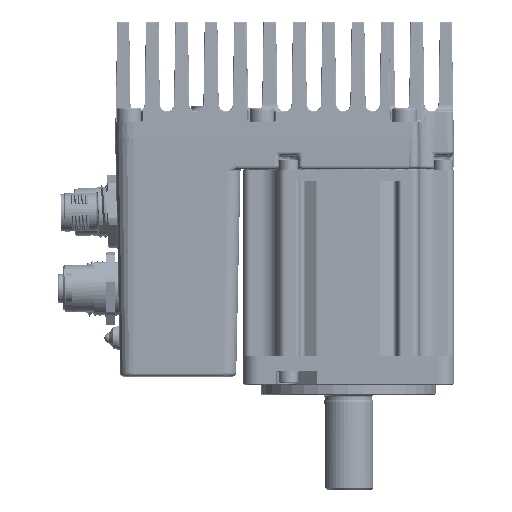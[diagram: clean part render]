
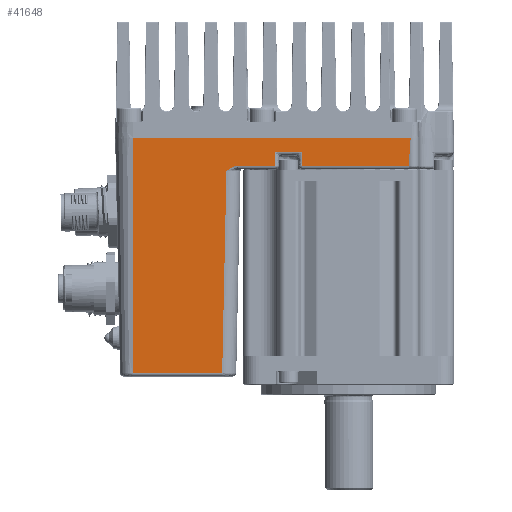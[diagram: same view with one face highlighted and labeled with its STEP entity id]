
A CAD part, left-side view. The second image highlights one B-rep face of the part: STEP entity #41648.
In plain terms, the highlighted planar face has unit normal (-1, 0, -0.021).
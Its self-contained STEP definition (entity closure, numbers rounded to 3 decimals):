
#9876 = EDGE_LOOP ( 'NONE', ( #175124, #160047, #66824, #301408, #283623, #356024, #178714, #193923, #235533, #109313, #202008, #235205 ) ) ;
#10569 = VERTEX_POINT ( 'NONE', #10590 ) ;
#10590 = CARTESIAN_POINT ( 'NONE',  ( -49.711, 14.91, 213.8 ) ) ;
#13583 = EDGE_CURVE ( 'NONE', #35610, #216627, #23943, .T. ) ;
#15701 = EDGE_CURVE ( 'NONE', #360693, #258443, #27670, .T. ) ;
#18979 = EDGE_CURVE ( 'NONE', #124842, #322449, #270841, .T. ) ;
#19613 = CARTESIAN_POINT ( 'NONE',  ( -49.525, -12.679, 204.925 ) ) ;
#19757 = CARTESIAN_POINT ( 'NONE',  ( -48.307, -64.495, 146.779 ) ) ;
#20507 = EDGE_CURVE ( 'NONE', #59784, #322449, #115396, .T. ) ;
#21005 = CARTESIAN_POINT ( 'NONE',  ( -49.627, -25.691, 209.779 ) ) ;
#23938 = LINE ( 'NONE', #75179, #239524 ) ;
#23943 = LINE ( 'NONE', #106819, #314421 ) ;
#25052 = LINE ( 'NONE', #182354, #156938 ) ;
#26174 = CARTESIAN_POINT ( 'NONE',  ( -49.543, -63.647, 205.8 ) ) ;
#27670 = B_SPLINE_CURVE_WITH_KNOTS ( 'NONE', 3,
 ( #271748, #243424, #326118, #103088, #300134, #131386, #328526, #159716, #356825, #187967, #19613, #216237, #47848, #244630, #76133, #272921, #104299, #301340, #132583, #329709, #160910, #358049 ),
 .UNSPECIFIED., .F., .F.,
 ( 4, 1, 1, 1, 1, 1, 2, 2, 1, 1, 1, 1, 1, 2, 2, 4 ),
 ( 0., 0.125, 0.188, 0.219, 0.234, 0.242, 0.246, 0.25, 0.375, 0.438, 0.469, 0.484, 0.492, 0.496, 0.5, 1. ),
 .UNSPECIFIED. ) ;
#30330 = DIRECTION ( 'NONE',  ( 0.021, -0.01, -1. ) ) ;
#32707 = CARTESIAN_POINT ( 'NONE',  ( -49.627, -33.299, 209.779 ) ) ;
#35610 = VERTEX_POINT ( 'NONE', #240050 ) ;
#39850 = DIRECTION ( 'NONE',  ( 0., -1., 0. ) ) ;
#39905 = EDGE_CURVE ( 'NONE', #360693, #178701, #261276, .T. ) ;
#41648 = ADVANCED_FACE ( 'NONE', ( #258916 ), #180099, .T. ) ;
#42518 = EDGE_CURVE ( 'NONE', #258443, #35610, #25052, .T. ) ;
#46118 = CARTESIAN_POINT ( 'NONE',  ( -49.755, -12.019, 215.899 ) ) ;
#47848 = CARTESIAN_POINT ( 'NONE',  ( -49.53, -13.112, 205.181 ) ) ;
#50930 = VERTEX_POINT ( 'NONE', #85729 ) ;
#57650 = CARTESIAN_POINT ( 'NONE',  ( -49.543, -63.647, 205.786 ) ) ;
#59784 = VERTEX_POINT ( 'NONE', #309996 ) ;
#60762 = VERTEX_POINT ( 'NONE', #311883 ) ;
#66824 = ORIENTED_EDGE ( 'NONE', *, *, #138311, .T. ) ;
#75179 = CARTESIAN_POINT ( 'NONE',  ( -49.732, 14.91, 214.8 ) ) ;
#76133 = CARTESIAN_POINT ( 'NONE',  ( -49.532, -13.277, 205.269 ) ) ;
#77032 = EDGE_CURVE ( 'NONE', #294098, #59784, #336280, .T. ) ;
#79786 = CARTESIAN_POINT ( 'NONE',  ( -49.512, -11.776, 204.311 ) ) ;
#79919 =( BOUNDED_CURVE ( )  B_SPLINE_CURVE ( 3, ( #26174, #277040, #279428, #110858 ),
 .UNSPECIFIED., .F., .F. ) 
 B_SPLINE_CURVE_WITH_KNOTS ( ( 4, 4 ),
 ( 2.704, 2.997 ),
 .UNSPECIFIED. ) 
 CURVE ( )  GEOMETRIC_REPRESENTATION_ITEM ( )  RATIONAL_B_SPLINE_CURVE ( ( 1., 0.993, 0.993, 1. ) ) 
 REPRESENTATION_ITEM ( '' )  );
#85729 = CARTESIAN_POINT ( 'NONE',  ( -49.711, -64.206, 213.8 ) ) ;
#103088 = CARTESIAN_POINT ( 'NONE',  ( -49.521, -12.362, 204.717 ) ) ;
#103343 = DIRECTION ( 'NONE',  ( 0.021, 0., -1. ) ) ;
#104299 = CARTESIAN_POINT ( 'NONE',  ( -49.533, -13.315, 205.288 ) ) ;
#106638 = VECTOR ( 'NONE', #243697, 1000. ) ;
#106819 = CARTESIAN_POINT ( 'NONE',  ( -49.543, -25.65, 205.779 ) ) ;
#109313 = ORIENTED_EDGE ( 'NONE', *, *, #77032, .T. ) ;
#110858 = CARTESIAN_POINT ( 'NONE',  ( -49.711, -64.206, 213.8 ) ) ;
#111464 = VECTOR ( 'NONE', #271190, 1000. ) ;
#111521 = VECTOR ( 'NONE', #30330, 1000. ) ;
#115396 = LINE ( 'NONE', #185862, #106638 ) ;
#124632 = CARTESIAN_POINT ( 'NONE',  ( -49.732, -64.495, 214.8 ) ) ;
#124842 = VERTEX_POINT ( 'NONE', #334081 ) ;
#125960 = EDGE_CURVE ( 'NONE', #60762, #178701, #187411, .T. ) ;
#131386 = CARTESIAN_POINT ( 'NONE',  ( -49.522, -12.496, 204.806 ) ) ;
#131975 = CARTESIAN_POINT ( 'NONE',  ( -49.543, -63.647, 205.779 ) ) ;
#132583 = CARTESIAN_POINT ( 'NONE',  ( -49.533, -13.325, 205.294 ) ) ;
#138311 = EDGE_CURVE ( 'NONE', #10569, #60762, #23938, .T. ) ;
#143586 = CARTESIAN_POINT ( 'NONE',  ( -49.543, -63.647, 205.793 ) ) ;
#145104 = CARTESIAN_POINT ( 'NONE',  ( -48.307, -10.571, 146.779 ) ) ;
#152991 = DIRECTION ( 'NONE',  ( -0.021, 0., 1. ) ) ;
#156938 = VECTOR ( 'NONE', #39850, 1000. ) ;
#157805 = DIRECTION ( 'NONE',  ( 0., 1., 0. ) ) ;
#159716 = CARTESIAN_POINT ( 'NONE',  ( -49.523, -12.526, 204.825 ) ) ;
#160047 = ORIENTED_EDGE ( 'NONE', *, *, #184094, .T. ) ;
#160910 = CARTESIAN_POINT ( 'NONE',  ( -49.543, -14.557, 205.779 ) ) ;
#171954 = CARTESIAN_POINT ( 'NONE',  ( -49.543, -63.647, 205.779 ) ) ;
#172714 = VECTOR ( 'NONE', #336178, 1000. ) ;
#175124 = ORIENTED_EDGE ( 'NONE', *, *, #348330, .T. ) ;
#178701 = VERTEX_POINT ( 'NONE', #145104 ) ;
#178714 = ORIENTED_EDGE ( 'NONE', *, *, #42518, .T. ) ;
#180099 = PLANE ( 'NONE',  #232603 ) ;
#182354 = CARTESIAN_POINT ( 'NONE',  ( -49.543, -64.495, 205.779 ) ) ;
#184094 = EDGE_CURVE ( 'NONE', #50930, #10569, #339499, .T. ) ;
#185862 = CARTESIAN_POINT ( 'NONE',  ( -49.543, -64.495, 205.779 ) ) ;
#187411 = LINE ( 'NONE', #19757, #337331 ) ;
#187967 = CARTESIAN_POINT ( 'NONE',  ( -49.523, -12.533, 204.83 ) ) ;
#189573 = VECTOR ( 'NONE', #157805, 1000. ) ;
#193923 = ORIENTED_EDGE ( 'NONE', *, *, #13583, .T. ) ;
#202008 = ORIENTED_EDGE ( 'NONE', *, *, #20507, .T. ) ;
#216237 = CARTESIAN_POINT ( 'NONE',  ( -49.528, -12.885, 205.053 ) ) ;
#216415 = DIRECTION ( 'NONE',  ( 0., -1., 0. ) ) ;
#216627 = VERTEX_POINT ( 'NONE', #21005 ) ;
#224010 = CARTESIAN_POINT ( 'NONE',  ( -49.627, -64.495, 209.779 ) ) ;
#225430 = CARTESIAN_POINT ( 'NONE',  ( -49.543, -15.102, 205.779 ) ) ;
#232603 = AXIS2_PLACEMENT_3D ( 'NONE', #124632, #321762, #152991 ) ;
#235205 = ORIENTED_EDGE ( 'NONE', *, *, #18979, .F. ) ;
#235533 = ORIENTED_EDGE ( 'NONE', *, *, #360141, .T. ) ;
#239524 = VECTOR ( 'NONE', #103343, 1000. ) ;
#240050 = CARTESIAN_POINT ( 'NONE',  ( -49.543, -25.65, 205.779 ) ) ;
#243424 = CARTESIAN_POINT ( 'NONE',  ( -49.514, -11.939, 204.426 ) ) ;
#243697 = DIRECTION ( 'NONE',  ( 0., -1., 0. ) ) ;
#244630 = CARTESIAN_POINT ( 'NONE',  ( -49.532, -13.222, 205.24 ) ) ;
#247645 = LINE ( 'NONE', #224010, #172714 ) ;
#258443 = VERTEX_POINT ( 'NONE', #225430 ) ;
#258916 = FACE_OUTER_BOUND ( 'NONE', #9876, .T. ) ;
#261276 = LINE ( 'NONE', #46118, #111464 ) ;
#270841 = B_SPLINE_CURVE_WITH_KNOTS ( 'NONE', 3,
 ( #340697, #143586, #57650, #171954 ),
 .UNSPECIFIED., .F., .F.,
 ( 4, 4 ),
 ( 0., 0. ),
 .UNSPECIFIED. ) ;
#271190 = DIRECTION ( 'NONE',  ( 0.021, 0.021, -1. ) ) ;
#271748 = CARTESIAN_POINT ( 'NONE',  ( -49.512, -11.776, 204.311 ) ) ;
#272921 = CARTESIAN_POINT ( 'NONE',  ( -49.532, -13.304, 205.282 ) ) ;
#276638 = DIRECTION ( 'NONE',  ( -0.021, -0.01, 1. ) ) ;
#277040 = CARTESIAN_POINT ( 'NONE',  ( -49.626, -63.825, 209.764 ) ) ;
#279428 = CARTESIAN_POINT ( 'NONE',  ( -49.683, -64.013, 212.45 ) ) ;
#283623 = ORIENTED_EDGE ( 'NONE', *, *, #39905, .F. ) ;
#294098 = VERTEX_POINT ( 'NONE', #339117 ) ;
#300134 = CARTESIAN_POINT ( 'NONE',  ( -49.522, -12.454, 204.778 ) ) ;
#301340 = CARTESIAN_POINT ( 'NONE',  ( -49.533, -13.323, 205.292 ) ) ;
#301408 = ORIENTED_EDGE ( 'NONE', *, *, #125960, .T. ) ;
#309996 = CARTESIAN_POINT ( 'NONE',  ( -49.543, -33.34, 205.779 ) ) ;
#311883 = CARTESIAN_POINT ( 'NONE',  ( -48.307, 14.91, 146.779 ) ) ;
#314421 = VECTOR ( 'NONE', #276638, 1000. ) ;
#321762 = DIRECTION ( 'NONE',  ( -1., 0., -0.021 ) ) ;
#322449 = VERTEX_POINT ( 'NONE', #131975 ) ;
#326118 = CARTESIAN_POINT ( 'NONE',  ( -49.518, -12.156, 204.577 ) ) ;
#326634 = CARTESIAN_POINT ( 'NONE',  ( -49.711, -64.495, 213.8 ) ) ;
#328526 = CARTESIAN_POINT ( 'NONE',  ( -49.523, -12.517, 204.82 ) ) ;
#329709 = CARTESIAN_POINT ( 'NONE',  ( -49.539, -13.966, 205.618 ) ) ;
#334081 = CARTESIAN_POINT ( 'NONE',  ( -49.543, -63.647, 205.8 ) ) ;
#336178 = DIRECTION ( 'NONE',  ( 0., -1., 0. ) ) ;
#336280 = LINE ( 'NONE', #32707, #111521 ) ;
#337331 = VECTOR ( 'NONE', #216415, 1000. ) ;
#339117 = CARTESIAN_POINT ( 'NONE',  ( -49.627, -33.299, 209.779 ) ) ;
#339499 = LINE ( 'NONE', #326634, #189573 ) ;
#340697 = CARTESIAN_POINT ( 'NONE',  ( -49.543, -63.647, 205.8 ) ) ;
#348330 = EDGE_CURVE ( 'NONE', #124842, #50930, #79919, .T. ) ;
#356024 = ORIENTED_EDGE ( 'NONE', *, *, #15701, .T. ) ;
#356825 = CARTESIAN_POINT ( 'NONE',  ( -49.523, -12.531, 204.829 ) ) ;
#358049 = CARTESIAN_POINT ( 'NONE',  ( -49.543, -15.102, 205.779 ) ) ;
#360141 = EDGE_CURVE ( 'NONE', #216627, #294098, #247645, .T. ) ;
#360693 = VERTEX_POINT ( 'NONE', #79786 ) ;
